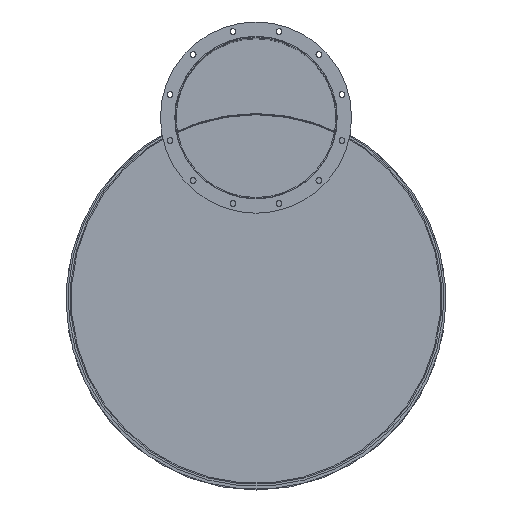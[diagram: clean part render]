
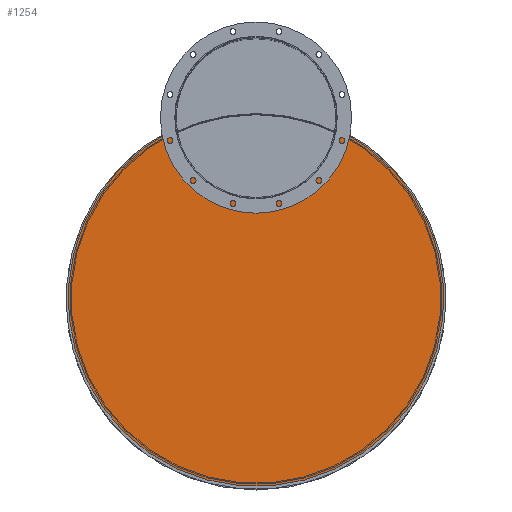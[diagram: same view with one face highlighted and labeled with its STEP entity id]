
A CAD part, top view. The second image highlights one B-rep face of the part: STEP entity #1254.
In plain terms, the highlighted planar face has unit normal (0, 0, 1).
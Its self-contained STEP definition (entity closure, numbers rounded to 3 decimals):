
#91=PLANE('',#1441);
#206=FACE_BOUND('',#466,.T.);
#275=FACE_OUTER_BOUND('',#465,.T.);
#465=EDGE_LOOP('',(#1048,#1049));
#466=EDGE_LOOP('',(#1050));
#579=CIRCLE('',#1432,306.);
#582=CIRCLE('',#1436,707.5);
#583=CIRCLE('',#1438,320.);
#697=VERTEX_POINT('',#2144);
#699=VERTEX_POINT('',#2149);
#702=VERTEX_POINT('',#2154);
#817=EDGE_CURVE('',#697,#697,#579,.T.);
#822=EDGE_CURVE('',#702,#699,#582,.T.);
#823=EDGE_CURVE('',#699,#702,#583,.T.);
#1048=ORIENTED_EDGE('',*,*,#822,.F.);
#1049=ORIENTED_EDGE('',*,*,#823,.F.);
#1050=ORIENTED_EDGE('',*,*,#817,.T.);
#1254=ADVANCED_FACE('',(#275,#206),#91,.F.);
#1432=AXIS2_PLACEMENT_3D('',#2145,#1779,#1780);
#1436=AXIS2_PLACEMENT_3D('',#2156,#1789,#1790);
#1438=AXIS2_PLACEMENT_3D('',#2158,#1793,#1794);
#1441=AXIS2_PLACEMENT_3D('',#2161,#1799,#1800);
#1779=DIRECTION('center_axis',(0.,0.,-1.));
#1780=DIRECTION('ref_axis',(-1.,0.,0.));
#1789=DIRECTION('center_axis',(0.,0.,-1.));
#1790=DIRECTION('ref_axis',(-1.,0.,0.));
#1793=DIRECTION('center_axis',(0.,0.,-1.));
#1794=DIRECTION('ref_axis',(-1.,0.,0.));
#1799=DIRECTION('center_axis',(0.,0.,-1.));
#1800=DIRECTION('ref_axis',(0.,-1.,0.));
#2144=CARTESIAN_POINT('',(306.,681.,3610.));
#2145=CARTESIAN_POINT('Origin',(0.,681.,3610.));
#2149=CARTESIAN_POINT('',(-316.354,632.832,3610.));
#2154=CARTESIAN_POINT('',(316.354,632.832,3610.));
#2156=CARTESIAN_POINT('Origin',(0.,0.,3610.));
#2158=CARTESIAN_POINT('Origin',(0.,681.,3610.));
#2161=CARTESIAN_POINT('Origin',(0.,0.,3610.));
